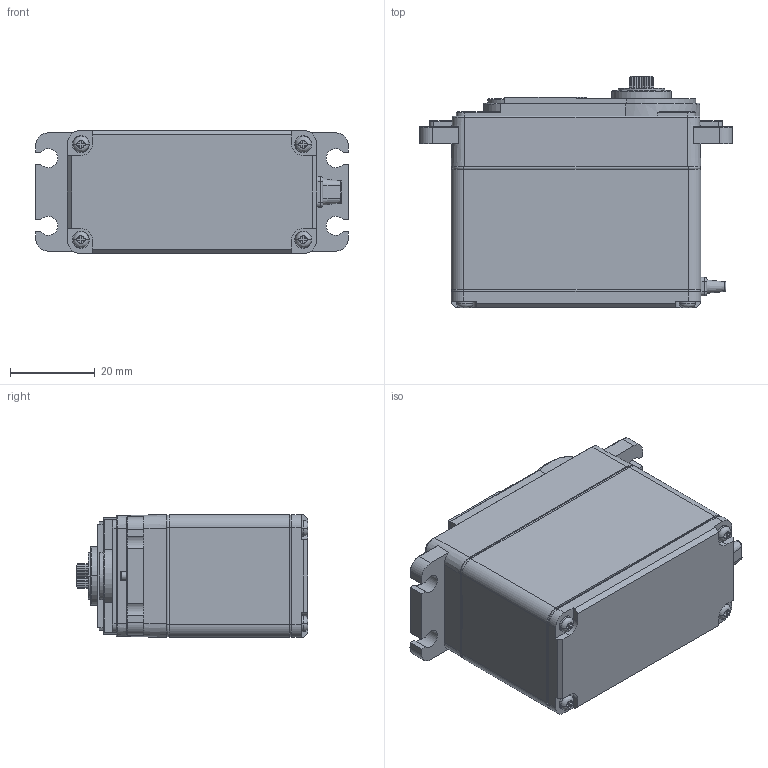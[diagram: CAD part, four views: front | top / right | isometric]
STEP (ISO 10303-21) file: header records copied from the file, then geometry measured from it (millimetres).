
FILE_DESCRIPTION((''),'2;1');
FILE_NAME('HS-755HB_ASM','2017-08-30T',('servo-csw'),(''),'CREO PARAMETRIC BY PTC INC, 2014440','CREO PARAMETRIC BY PTC INC, 2014440','');
FILE_SCHEMA(('CONFIG_CONTROL_DESIGN'));
Length unit declared in the file: millimetre
Products named in the file (2): _HS-755HB; HS-755HB_ASM
Assembly tree (1 placements, depth 2):
  HS-755HB_ASM
    _HS-755HB
Bounding box: 74 x 54.8 x 29.02 mm (x, y, z)
Volume: 30058.3 mm3; surface area: 25990.2 mm2
Topology: 5 solids, 7 shells, 502 faces, 1363 edges, 889 vertices
Faces by surface type: plane 284, cylinder 136, torus 38, cone 32, bspline 12
Entity records: 19562 total; most frequent: CARTESIAN_POINT 3750, ORIENTED_EDGE 2726, DIRECTION 2608, EDGE_CURVE 1363, AXIS2_PLACEMENT_3D 898, VERTEX_POINT 889, VECTOR 812, LINE 812
